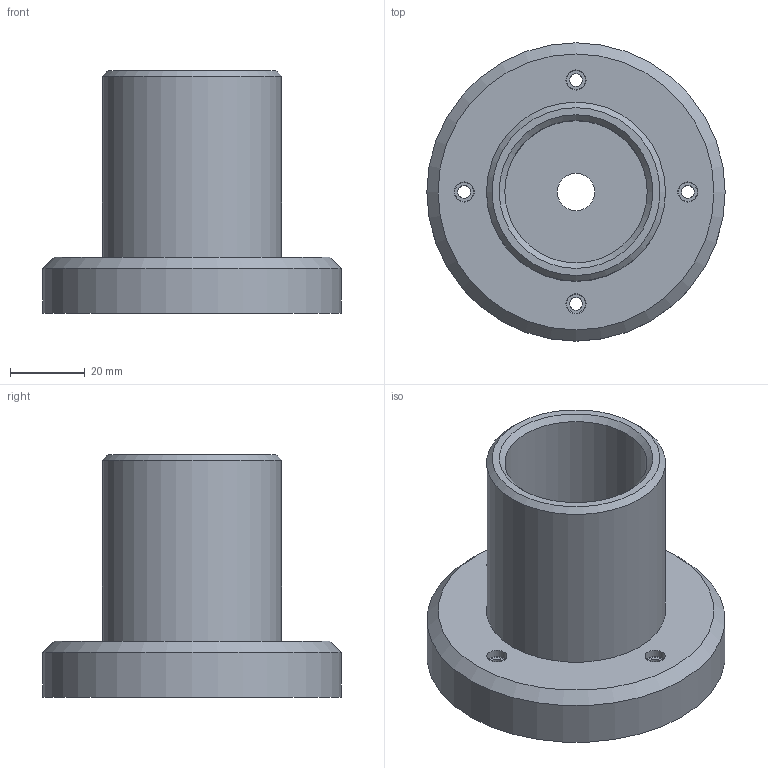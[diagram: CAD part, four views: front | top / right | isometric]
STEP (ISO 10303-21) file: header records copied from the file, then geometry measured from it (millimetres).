
FILE_DESCRIPTION(('FreeCAD Model'),'2;1');
FILE_NAME('Open CASCADE Shape Model','2021-03-25T16:29:16',('Author'),( ''),'Open CASCADE STEP processor 7.5','FreeCAD','Unknown');
FILE_SCHEMA(('AUTOMOTIVE_DESIGN { 1 0 10303 214 1 1 1 1 }'));
Length unit declared in the file: millimetre
Products named in the file (1): Chamfer002
Bounding box: 80 x 80 x 65 mm (x, y, z)
Volume: 94538.4 mm3; surface area: 28498.5 mm2
Topology: 1 solids, 1 shells, 28 faces, 51 edges, 32 vertices
Faces by surface type: cylinder 12, plane 9, torus 4, cone 3
Full cylindrical faces by diameter (mm): 3.4 x4, 5.4 x4, 10 x1, 38.2 x1, 48 x1, 80 x1
Entity records: 1617 total; most frequent: CARTESIAN_POINT 268, DIRECTION 233, ORIENTED_EDGE 102, PCURVE 102, DEFINITIONAL_REPRESENTATION 102, LINE 85, VECTOR 85, AXIS2_PLACEMENT_3D 65
